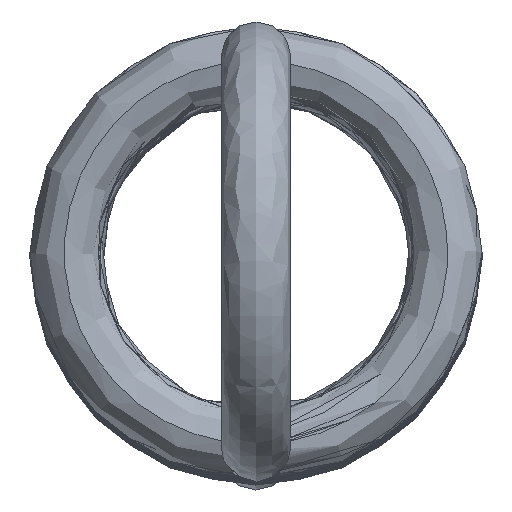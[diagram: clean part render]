
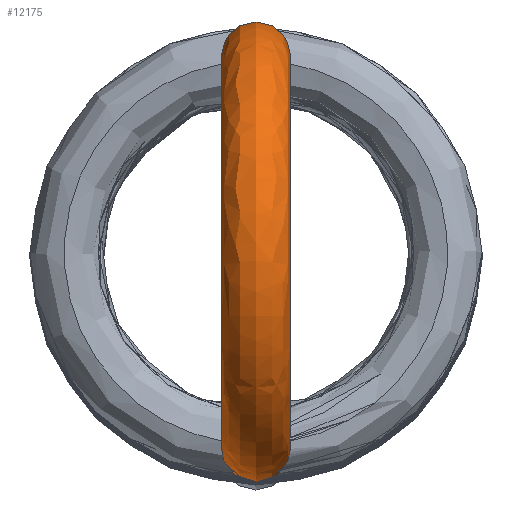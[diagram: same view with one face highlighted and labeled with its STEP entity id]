
A CAD part, top view. The second image highlights one B-rep face of the part: STEP entity #12175.
In plain terms, the highlighted free-form (B-spline) face has degree [3, 3] with [4, 7] control points.
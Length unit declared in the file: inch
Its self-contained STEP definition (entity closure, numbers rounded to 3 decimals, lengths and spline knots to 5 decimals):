
#358 = CARTESIAN_POINT ( 'NONE',  ( 0.06299, 0.04409, 6.91644 ) ) ;
#460 = CARTESIAN_POINT ( 'NONE',  ( -0.06299, 0.57631, 6.9652 ) ) ;
#781 = ORIENTED_EDGE ( 'NONE', *, *, #14799, .F. ) ;
#1635 = EDGE_CURVE ( 'NONE', #11445, #19660, #27449, .T. ) ;
#1795 = CIRCLE ( 'NONE', #3426, 0.3622 ) ;
#2642 = CARTESIAN_POINT ( 'NONE',  ( 0.06299, 0.57631, 6.9652 ) ) ;
#2741 = CARTESIAN_POINT ( 'NONE',  ( -0.06299, -0.47098, 7.66193 ) ) ;
#3426 = AXIS2_PLACEMENT_3D ( 'NONE', #11691, #23119, #9501 ) ;
#4213 = EDGE_CURVE ( 'NONE', #23543, #26737, #18996, .T. ) ;
#5021 = CARTESIAN_POINT ( 'NONE',  ( 0.06299, -0.59697, 7.80125 ) ) ;
#5120 = CARTESIAN_POINT ( 'NONE',  ( -0.06299, -0.15943, 7.91368 ) ) ;
#5414 = CARTESIAN_POINT ( 'NONE',  ( 0.06299, -0.34331, 7.28227 ) ) ;
#5502 = DIRECTION ( 'NONE',  ( 0., -0.989, 0.149 ) ) ;
#5716 = CIRCLE ( 'NONE', #27241, 0.3622 ) ;
#7098 = CARTESIAN_POINT ( 'NONE',  ( 0.06299, -0.4693, 7.28227 ) ) ;
#8419 =( BOUNDED_SURFACE ( )  B_SPLINE_SURFACE ( 3, 3, ( 
 ( #27502, #9401, #9796, #21027, #5120, #2741, #14176 ),
 ( #18743, #460, #25510, #16562, #14372, #11986, #18644 ),
 ( #358, #2642, #13980, #21124, #18840, #5021, #23513 ),
 ( #27988, #27600, #23415, #21221, #16657, #14274, #25311 ) ),
 .UNSPECIFIED., .F., .F., .T. ) 
 B_SPLINE_SURFACE_WITH_KNOTS ( ( 4, 4 ),
 ( 4, 3, 4 ),
 ( 0., 1. ),
 ( 0., 0.5, 1. ),
 .UNSPECIFIED. ) 
 GEOMETRIC_REPRESENTATION_ITEM ( )  RATIONAL_B_SPLINE_SURFACE ( (
 ( 1., 0.565, 0.565, 1., 0.565, 0.565, 1.),
 ( 0.333, 0.188, 0.188, 0.333, 0.188, 0.188, 0.333),
 ( 0.333, 0.188, 0.188, 0.333, 0.188, 0.188, 0.333),
 ( 1., 0.565, 0.565, 1., 0.565, 0.565, 1.) ) ) 
 REPRESENTATION_ITEM ( '' )  SURFACE ( )  );
#8959 = ORIENTED_EDGE ( 'NONE', *, *, #1635, .F. ) ;
#9401 = CARTESIAN_POINT ( 'NONE',  ( -0.06299, 0.45736, 7.11057 ) ) ;
#9501 = DIRECTION ( 'NONE',  ( 0., 0., 1. ) ) ;
#9796 = CARTESIAN_POINT ( 'NONE',  ( -0.06299, 0.52935, 7.5046 ) ) ;
#11172 = AXIS2_PLACEMENT_3D ( 'NONE', #21610, #5502, #28473 ) ;
#11445 = VERTEX_POINT ( 'NONE', #13488 ) ;
#11691 = CARTESIAN_POINT ( 'NONE',  ( -0.06299, 0., 7.39772 ) ) ;
#11986 = CARTESIAN_POINT ( 'NONE',  ( -0.06299, -0.59697, 7.80125 ) ) ;
#12175 = ADVANCED_FACE ( 'NONE', ( #23508 ), #8419, .F. ) ;
#13488 = CARTESIAN_POINT ( 'NONE',  ( -0.06299, 0.0629, 7.04102 ) ) ;
#13813 = DIRECTION ( 'NONE',  ( 0., 0., -1. ) ) ;
#13980 = CARTESIAN_POINT ( 'NONE',  ( 0.06299, 0.71572, 7.48115 ) ) ;
#14176 = CARTESIAN_POINT ( 'NONE',  ( -0.06299, -0.34331, 7.28227 ) ) ;
#14274 = CARTESIAN_POINT ( 'NONE',  ( 0.06299, -0.47098, 7.66193 ) ) ;
#14372 = CARTESIAN_POINT ( 'NONE',  ( -0.06299, -0.15479, 8.10146 ) ) ;
#14799 = EDGE_CURVE ( 'NONE', #26737, #11445, #1795, .T. ) ;
#16400 = CARTESIAN_POINT ( 'NONE',  ( 0.06299, 0., 7.39772 ) ) ;
#16562 = CARTESIAN_POINT ( 'NONE',  ( -0.06299, 0.28046, 7.7913 ) ) ;
#16657 = CARTESIAN_POINT ( 'NONE',  ( 0.06299, -0.15943, 7.91368 ) ) ;
#16815 = ORIENTED_EDGE ( 'NONE', *, *, #4213, .F. ) ;
#18241 = CARTESIAN_POINT ( 'NONE',  ( 0.06299, -0.34331, 7.28227 ) ) ;
#18644 = CARTESIAN_POINT ( 'NONE',  ( -0.06299, -0.4693, 7.28227 ) ) ;
#18743 = CARTESIAN_POINT ( 'NONE',  ( -0.06299, 0.04409, 6.91644 ) ) ;
#18840 = CARTESIAN_POINT ( 'NONE',  ( 0.06299, -0.15479, 8.10146 ) ) ;
#18996 =( BOUNDED_CURVE ( )  B_SPLINE_CURVE ( 3, ( #18241, #7098, #20624, #23400 ),
 .UNSPECIFIED., .F., .T. ) 
 B_SPLINE_CURVE_WITH_KNOTS ( ( 4, 4 ),
 ( 0., 0.005 ),
 .UNSPECIFIED. ) 
 CURVE ( )  GEOMETRIC_REPRESENTATION_ITEM ( )  RATIONAL_B_SPLINE_CURVE ( ( 1., 0.333, 0.333, 1. ) ) 
 REPRESENTATION_ITEM ( '' )  );
#19293 = EDGE_LOOP ( 'NONE', ( #781, #16815, #29240, #8959 ) ) ;
#19660 = VERTEX_POINT ( 'NONE', #19828 ) ;
#19828 = CARTESIAN_POINT ( 'NONE',  ( 0.06299, 0.0629, 7.04102 ) ) ;
#20624 = CARTESIAN_POINT ( 'NONE',  ( -0.06299, -0.4693, 7.28227 ) ) ;
#21027 = CARTESIAN_POINT ( 'NONE',  ( -0.06299, 0.18496, 7.70914 ) ) ;
#21124 = CARTESIAN_POINT ( 'NONE',  ( 0.06299, 0.28046, 7.7913 ) ) ;
#21221 = CARTESIAN_POINT ( 'NONE',  ( 0.06299, 0.18496, 7.70914 ) ) ;
#21610 = CARTESIAN_POINT ( 'NONE',  ( 0., 0.0629, 7.04102 ) ) ;
#22010 = CARTESIAN_POINT ( 'NONE',  ( -0.06299, -0.34331, 7.28227 ) ) ;
#23119 = DIRECTION ( 'NONE',  ( -1., 0., 0. ) ) ;
#23400 = CARTESIAN_POINT ( 'NONE',  ( -0.06299, -0.34331, 7.28227 ) ) ;
#23415 = CARTESIAN_POINT ( 'NONE',  ( 0.06299, 0.52935, 7.5046 ) ) ;
#23508 = FACE_OUTER_BOUND ( 'NONE', #19293, .T. ) ;
#23513 = CARTESIAN_POINT ( 'NONE',  ( 0.06299, -0.4693, 7.28227 ) ) ;
#23543 = VERTEX_POINT ( 'NONE', #5414 ) ;
#25311 = CARTESIAN_POINT ( 'NONE',  ( 0.06299, -0.34331, 7.28227 ) ) ;
#25510 = CARTESIAN_POINT ( 'NONE',  ( -0.06299, 0.71572, 7.48115 ) ) ;
#26737 = VERTEX_POINT ( 'NONE', #22010 ) ;
#27241 = AXIS2_PLACEMENT_3D ( 'NONE', #16400, #27534, #13813 ) ;
#27449 = CIRCLE ( 'NONE', #11172, 0.06299 ) ;
#27502 = CARTESIAN_POINT ( 'NONE',  ( -0.06299, 0.0629, 7.04102 ) ) ;
#27534 = DIRECTION ( 'NONE',  ( 1., 0., 0. ) ) ;
#27600 = CARTESIAN_POINT ( 'NONE',  ( 0.06299, 0.45736, 7.11057 ) ) ;
#27988 = CARTESIAN_POINT ( 'NONE',  ( 0.06299, 0.0629, 7.04102 ) ) ;
#28473 = DIRECTION ( 'NONE',  ( 0., -0.149, -0.989 ) ) ;
#29167 = EDGE_CURVE ( 'NONE', #19660, #23543, #5716, .T. ) ;
#29240 = ORIENTED_EDGE ( 'NONE', *, *, #29167, .F. ) ;
